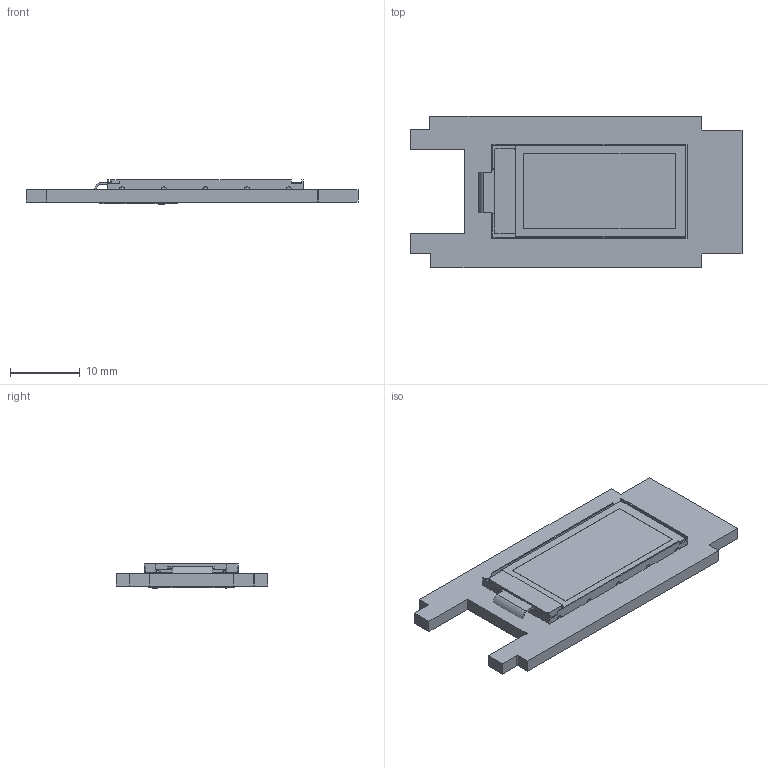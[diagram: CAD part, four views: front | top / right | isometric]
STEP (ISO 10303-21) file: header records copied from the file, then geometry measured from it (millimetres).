
FILE_DESCRIPTION(('Open CASCADE Model'),'2;1');
FILE_NAME('Open CASCADE Shape Model','2023-06-26T10:10:52',('Author'),( 'Open CASCADE'),'Open CASCADE STEP processor 7.5','Open CASCADE 7.5' ,'Unknown');
FILE_SCHEMA(('AUTOMOTIVE_DESIGN { 1 0 10303 214 1 1 1 1 }'));
Length unit declared in the file: millimetre
Products named in the file (5): PCB; Board; Open CASCADE STEP translator 7.5 1.1.1; Free-Models; 0.96 - IPS LCD - No Glass - Reverse Mount
Assembly tree (4 placements, depth 3):
  PCB
    Board
      Open CASCADE STEP translator 7.5 1.1.1
    Free-Models
      0.96 - IPS LCD - No Glass - Reverse Mount
Bounding box: 47.56 x 21.75 x 3.45 mm (x, y, z)
Volume: 2079.5 mm3; surface area: 3446.5 mm2
Topology: 2 solids, 21 shells, 674 faces, 1718 edges, 1132 vertices
Faces by surface type: plane 501, cylinder 89, bspline 84
Full cylindrical faces by diameter (mm): 0.762 x4
Entity records: 27686 total; most frequent: CARTESIAN_POINT 7955, ORIENTED_EDGE 3436, DIRECTION 2492, EDGE_CURVE 1718, VERTEX_POINT 1132, LINE 954, VECTOR 954, AXIS2_PLACEMENT_3D 769
